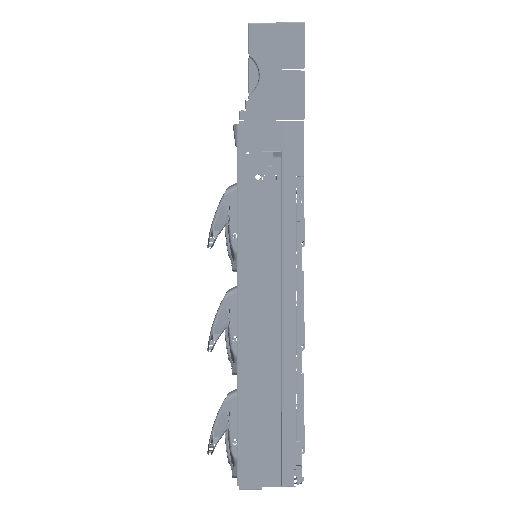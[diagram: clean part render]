
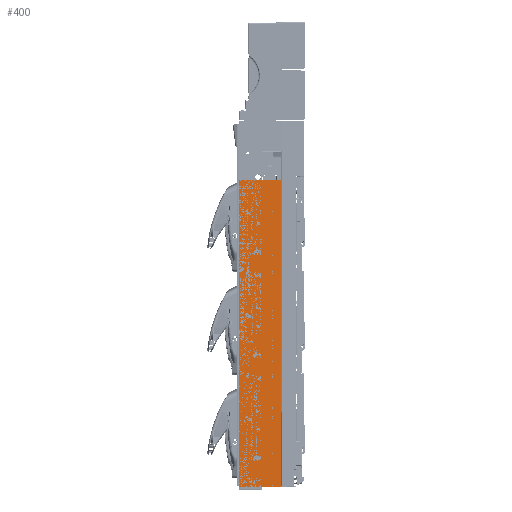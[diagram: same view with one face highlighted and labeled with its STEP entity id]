
A CAD part, left-side view. The second image highlights one B-rep face of the part: STEP entity #400.
In plain terms, the highlighted planar face has unit normal (-1, 0, 0).
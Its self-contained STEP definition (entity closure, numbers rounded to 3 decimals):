
#264=DIRECTION('',(0.,1.,0.));
#265=VECTOR('',#264,76.557);
#266=CARTESIAN_POINT('',(-99.715,543.634,-442.063));
#267=LINE('',#266,#265);
#268=DIRECTION('',(0.,0.,1.));
#269=VECTOR('',#268,549.052);
#270=CARTESIAN_POINT('',(-99.715,620.191,-442.063));
#271=LINE('',#270,#269);
#272=DIRECTION('',(0.,-1.,0.));
#273=VECTOR('',#272,76.557);
#274=CARTESIAN_POINT('',(-99.715,620.191,106.989));
#275=LINE('',#274,#273);
#276=DIRECTION('',(0.,0.,-1.));
#277=VECTOR('',#276,549.052);
#278=CARTESIAN_POINT('',(-99.715,543.634,106.989));
#279=LINE('',#278,#277);
#288=CARTESIAN_POINT('',(-99.715,543.634,-442.063));
#289=CARTESIAN_POINT('',(-99.715,620.191,-442.063));
#290=VERTEX_POINT('',#288);
#291=VERTEX_POINT('',#289);
#292=CARTESIAN_POINT('',(-99.715,620.191,106.989));
#293=VERTEX_POINT('',#292);
#294=CARTESIAN_POINT('',(-99.715,543.634,106.989));
#295=VERTEX_POINT('',#294);
#389=CARTESIAN_POINT('',(-99.715,0.,0.));
#390=DIRECTION('',(1.,0.,0.));
#391=DIRECTION('',(0.,0.,-1.));
#392=AXIS2_PLACEMENT_3D('',#389,#390,#391);
#393=PLANE('',#392);
#394=ORIENTED_EDGE('',*,*,#327,.T.);
#395=ORIENTED_EDGE('',*,*,#349,.T.);
#396=ORIENTED_EDGE('',*,*,#363,.T.);
#397=ORIENTED_EDGE('',*,*,#383,.T.);
#398=EDGE_LOOP('',(#394,#395,#396,#397));
#399=FACE_OUTER_BOUND('',#398,.F.);
#327=EDGE_CURVE('',#290,#291,#267,.T.);
#349=EDGE_CURVE('',#291,#293,#271,.T.);
#363=EDGE_CURVE('',#293,#295,#275,.T.);
#383=EDGE_CURVE('',#295,#290,#279,.T.);
#400=ADVANCED_FACE('',(#399),#393,.F.);
